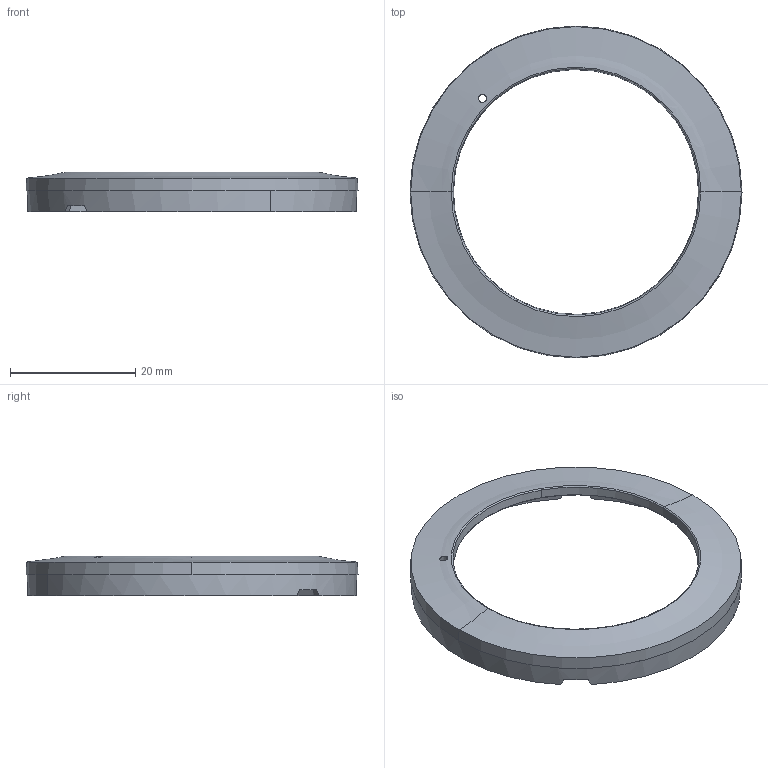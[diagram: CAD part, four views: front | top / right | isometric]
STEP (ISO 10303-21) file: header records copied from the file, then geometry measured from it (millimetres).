
FILE_DESCRIPTION(('CATIA V5 STEP Exchange','CAx-IF Rec.Pracs.--- Model Styling and Organization---1.5--- 2016-08-15','CAx-IF Rec.Pracs.---Supplemental Geometry---1.0---2011-11-01','CAx-IF Rec.Pracs.--- Composite Materials ---1.1---2010-07-15'),'2;1');
FILE_NAME('CB1460s.stp','2024-02-28T15:51:09+00:00',('none'),('none'),'CATIA Version 5-6 Release 2020 SP5','CATIA V5 STEP AP214 v2','none');
FILE_SCHEMA(('AUTOMOTIVE_DESIGN { 1 0 10303 214 1 1 1 1 }'));
Length unit declared in the file: millimetre
Products named in the file (1): ED05669_A
Bounding box: 53 x 53 x 6.38 mm (x, y, z)
Volume: 2311.4 mm3; surface area: 3704.9 mm2
Topology: 1 solids, 1 shells, 34 faces, 91 edges, 59 vertices
Faces by surface type: cone 12, plane 10, revolution 6, torus 4, cylinder 2
Entity records: 1144 total; most frequent: CARTESIAN_POINT 314, ORIENTED_EDGE 182, DIRECTION 123, EDGE_CURVE 91, AXIS2_PLACEMENT_3D 73, VERTEX_POINT 59, CIRCLE 48, EDGE_LOOP 38
